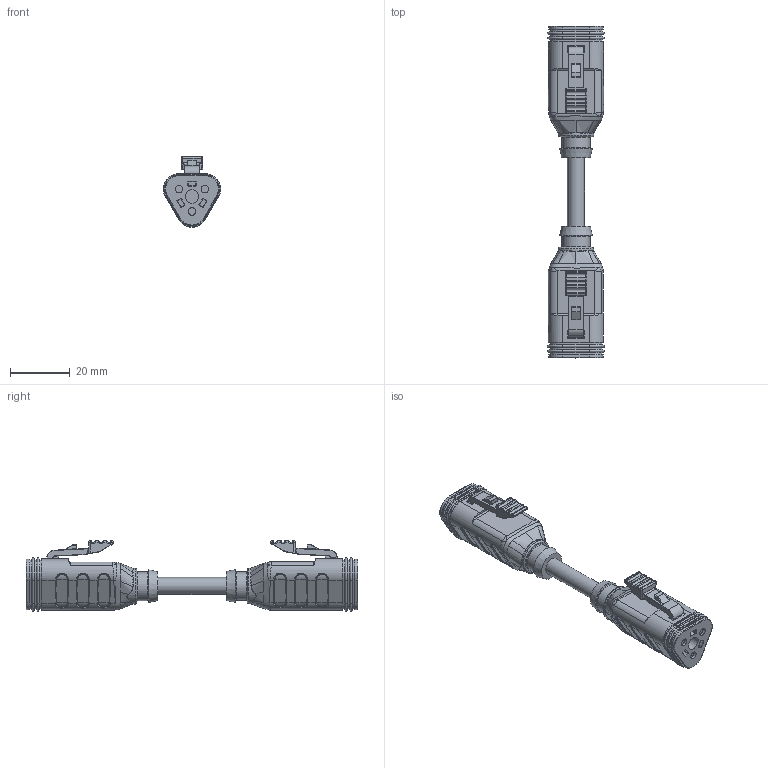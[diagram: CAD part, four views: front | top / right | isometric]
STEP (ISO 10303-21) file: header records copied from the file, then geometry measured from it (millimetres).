
FILE_DESCRIPTION(/* description */ (''),/* implementation_level */ '2;1');
FILE_NAME(/* name */ '1-V0012277__5042507__MA-DT06-3S-1-MA-DT06-3S-S370_assy_26-06-2023_stp_stp.stp',/* time_stamp */ '2023-06-27T07:36:11+02:00',/* author */ ('ESCHA GmbH & Co. KG'),/* organization */ ('ESCHA GmbH & Co. KG'),/* preprocessor_version */ 'ST-DEVELOPER v16',/* originating_system */ 'SIEMENS PLM Software NX 10.0',/* authorisation */ '');
FILE_SCHEMA (('AUTOMOTIVE_DESIGN { 1 0 10303 214 3 1 1 1 }'));
Length unit declared in the file: millimetre
Products named in the file (1): t.he2490AE7Ewb3a
Bounding box: 19.16 x 111 x 23.71 mm (x, y, z)
Volume: 17234.2 mm3; surface area: 7212 mm2
Topology: 1 solids, 5 shells, 1027 faces, 2308 edges, 1293 vertices
Faces by surface type: cylinder 415, bspline 206, plane 186, torus 164, sphere 52, cone 4
Full cylindrical faces by diameter (mm): 2.56 x6, 4.5 x2, 5.7 x1, 9.6 x2, 12 x2
Entity records: 35171 total; most frequent: CARTESIAN_POINT 13703, DIRECTION 4500, ORIENTED_EDGE 4482, EDGE_CURVE 2241, AXIS2_PLACEMENT_3D 1848, VERTEX_POINT 1282, EDGE_LOOP 1085, ADVANCED_FACE 1027
